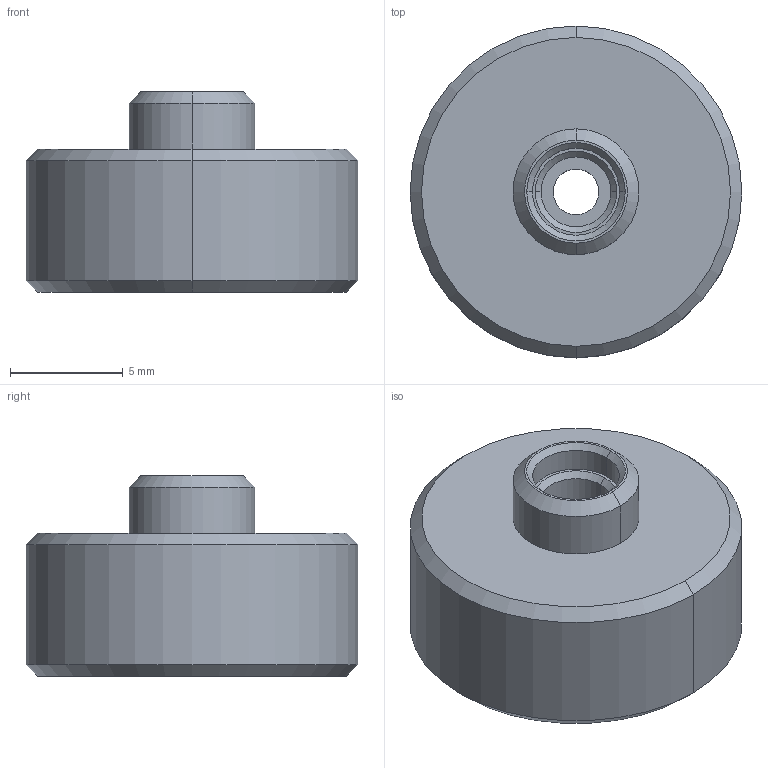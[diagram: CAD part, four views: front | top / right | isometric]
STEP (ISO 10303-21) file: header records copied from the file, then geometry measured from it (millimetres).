
FILE_DESCRIPTION (( 'STEP AP214' ), '1' );
FILE_NAME ('TTN093517-E0W.STEP', '2020-04-29T15:07:13', ( '' ), ( '' ), 'SwSTEP 2.0', 'SolidWorks 2018', '' );
FILE_SCHEMA (( 'AUTOMOTIVE_DESIGN' ));
Length unit declared in the file: inch
Products named in the file (1): TTN093517-E0W
Bounding box: 14.73 x 14.73 x 8.89 mm (x, y, z)
Volume: 1068.4 mm3; surface area: 724.4 mm2
Topology: 1 solids, 1 shells, 293 faces, 773 edges, 512 vertices
Faces by surface type: bspline 163, plane 104, cylinder 14, cone 12
Entity records: 17140 total; most frequent: CARTESIAN_POINT 7118, ORIENTED_EDGE 1546, EDGE_CURVE 773, DIRECTION 751, VERTEX_POINT 512, LINE 405, VECTOR 405, B_SPLINE_CURVE_WITH_KNOTS 326
